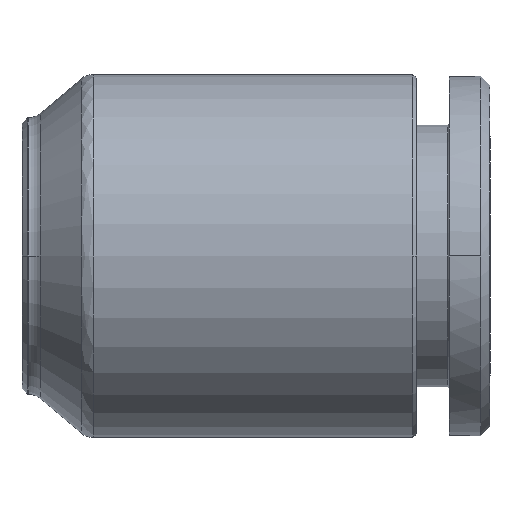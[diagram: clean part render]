
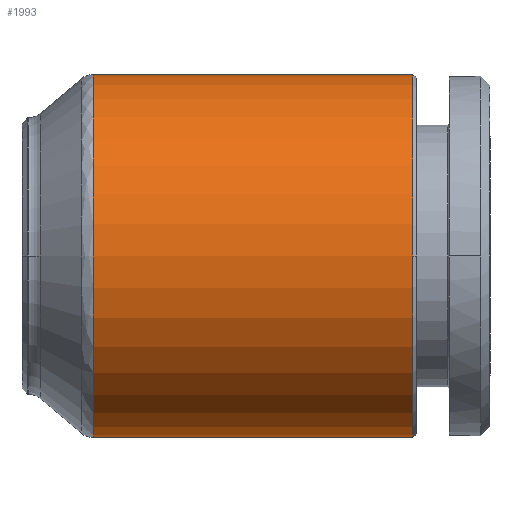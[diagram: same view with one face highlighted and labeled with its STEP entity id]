
A CAD part, front view. The second image highlights one B-rep face of the part: STEP entity #1993.
In plain terms, the highlighted cylindrical face has radius 9.85 mm (diameter 19.7 mm), a partial arc.
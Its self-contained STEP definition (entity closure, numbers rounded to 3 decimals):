
#116 = CARTESIAN_POINT ( 'NONE',  ( -1.636, 0., 9.85 ) ) ;
#395 = VERTEX_POINT ( 'NONE', #7158 ) ;
#591 = CARTESIAN_POINT ( 'NONE',  ( 6., 0., -9.85 ) ) ;
#923 = LINE ( 'NONE', #591, #11484 ) ;
#934 = LINE ( 'NONE', #1282, #4511 ) ;
#1008 = ORIENTED_EDGE ( 'NONE', *, *, #9880, .T. ) ;
#1282 = CARTESIAN_POINT ( 'NONE',  ( 6., 0., 9.85 ) ) ;
#1323 = DIRECTION ( 'NONE',  ( 1., 0., 0. ) ) ;
#1993 = ADVANCED_FACE ( 'NONE', ( #10940 ), #4082, .T. ) ;
#2032 = VERTEX_POINT ( 'NONE', #9835 ) ;
#2759 = DIRECTION ( 'NONE',  ( 0., 0., -1. ) ) ;
#3146 = ORIENTED_EDGE ( 'NONE', *, *, #10738, .T. ) ;
#3345 = CIRCLE ( 'NONE', #12330, 9.85 ) ;
#3796 = EDGE_LOOP ( 'NONE', ( #12300, #5533, #3146, #1008, #9736 ) ) ;
#4082 = CYLINDRICAL_SURFACE ( 'NONE', #9358, 9.85 ) ;
#4511 = VECTOR ( 'NONE', #1323, 1000. ) ;
#5129 = DIRECTION ( 'NONE',  ( -1., 0., 0. ) ) ;
#5174 = CARTESIAN_POINT ( 'NONE',  ( 15.7, 0., 0. ) ) ;
#5416 = EDGE_CURVE ( 'NONE', #12855, #11992, #6134, .T. ) ;
#5474 = AXIS2_PLACEMENT_3D ( 'NONE', #5629, #9671, #2759 ) ;
#5533 = ORIENTED_EDGE ( 'NONE', *, *, #5416, .T. ) ;
#5629 = CARTESIAN_POINT ( 'NONE',  ( -1.636, 0., 0. ) ) ;
#5836 = CARTESIAN_POINT ( 'NONE',  ( -1.636, 0., -9.85 ) ) ;
#5967 = DIRECTION ( 'NONE',  ( 0., 0., -1. ) ) ;
#6012 = DIRECTION ( 'NONE',  ( -1., 0., 0. ) ) ;
#6123 = EDGE_CURVE ( 'NONE', #8019, #2032, #7362, .T. ) ;
#6134 = CIRCLE ( 'NONE', #5474, 9.85 ) ;
#7158 = CARTESIAN_POINT ( 'NONE',  ( 15.7, 0., -9.85 ) ) ;
#7320 = EDGE_CURVE ( 'NONE', #12855, #2032, #934, .T. ) ;
#7362 = CIRCLE ( 'NONE', #10007, 9.85 ) ;
#7709 = CARTESIAN_POINT ( 'NONE',  ( 6., 0., 0. ) ) ;
#8019 = VERTEX_POINT ( 'NONE', #12889 ) ;
#9358 = AXIS2_PLACEMENT_3D ( 'NONE', #7709, #10786, #12823 ) ;
#9644 = DIRECTION ( 'NONE',  ( 1., 0., 0. ) ) ;
#9671 = DIRECTION ( 'NONE',  ( 1., 0., 0. ) ) ;
#9736 = ORIENTED_EDGE ( 'NONE', *, *, #6123, .T. ) ;
#9835 = CARTESIAN_POINT ( 'NONE',  ( 15.7, 0., 9.85 ) ) ;
#9880 = EDGE_CURVE ( 'NONE', #395, #8019, #3345, .T. ) ;
#10007 = AXIS2_PLACEMENT_3D ( 'NONE', #11949, #6012, #5967 ) ;
#10738 = EDGE_CURVE ( 'NONE', #11992, #395, #923, .T. ) ;
#10786 = DIRECTION ( 'NONE',  ( 1., 0., 0. ) ) ;
#10940 = FACE_OUTER_BOUND ( 'NONE', #3796, .T. ) ;
#11032 = DIRECTION ( 'NONE',  ( 0., 0., -1. ) ) ;
#11484 = VECTOR ( 'NONE', #9644, 1000. ) ;
#11949 = CARTESIAN_POINT ( 'NONE',  ( 15.7, 0., 0. ) ) ;
#11992 = VERTEX_POINT ( 'NONE', #5836 ) ;
#12300 = ORIENTED_EDGE ( 'NONE', *, *, #7320, .F. ) ;
#12330 = AXIS2_PLACEMENT_3D ( 'NONE', #5174, #5129, #11032 ) ;
#12823 = DIRECTION ( 'NONE',  ( 0., 0., -1. ) ) ;
#12855 = VERTEX_POINT ( 'NONE', #116 ) ;
#12889 = CARTESIAN_POINT ( 'NONE',  ( 15.7, -9.85, 0. ) ) ;
